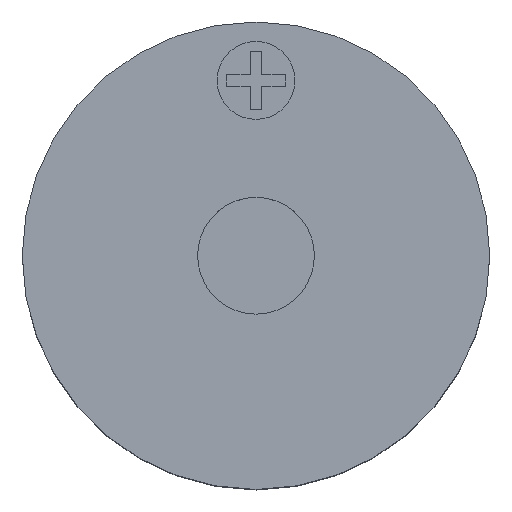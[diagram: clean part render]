
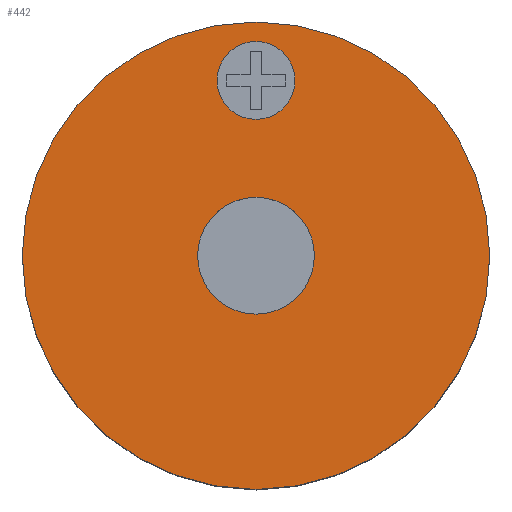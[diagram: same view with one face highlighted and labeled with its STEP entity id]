
A CAD part, top view. The second image highlights one B-rep face of the part: STEP entity #442.
In plain terms, the highlighted planar face has unit normal (0, 0, 1).
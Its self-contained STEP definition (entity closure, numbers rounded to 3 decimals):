
#20=FACE_BOUND('',#91,.T.);
#21=FACE_BOUND('',#92,.T.);
#24=CIRCLE('',#487,1.);
#26=CIRCLE('',#491,6.);
#27=CIRCLE('',#492,1.5);
#59=FACE_OUTER_BOUND('',#90,.T.);
#90=EDGE_LOOP('',(#356));
#91=EDGE_LOOP('',(#357));
#92=EDGE_LOOP('',(#358));
#220=VERTEX_POINT('',#725);
#222=VERTEX_POINT('',#732);
#223=VERTEX_POINT('',#734);
#270=EDGE_CURVE('',#220,#220,#24,.T.);
#273=EDGE_CURVE('',#222,#222,#26,.T.);
#274=EDGE_CURVE('',#223,#223,#27,.T.);
#356=ORIENTED_EDGE('',*,*,#273,.F.);
#357=ORIENTED_EDGE('',*,*,#274,.T.);
#358=ORIENTED_EDGE('',*,*,#270,.T.);
#418=PLANE('',#490);
#442=ADVANCED_FACE('',(#59,#20,#21),#418,.T.);
#487=AXIS2_PLACEMENT_3D('',#726,#582,#583);
#490=AXIS2_PLACEMENT_3D('',#731,#589,#590);
#491=AXIS2_PLACEMENT_3D('',#733,#591,#592);
#492=AXIS2_PLACEMENT_3D('',#735,#593,#594);
#582=DIRECTION('center_axis',(0.,0.,-1.));
#583=DIRECTION('ref_axis',(-1.,0.,0.));
#589=DIRECTION('center_axis',(0.,0.,1.));
#590=DIRECTION('ref_axis',(1.,0.,0.));
#591=DIRECTION('center_axis',(0.,0.,-1.));
#592=DIRECTION('ref_axis',(1.,0.,0.));
#593=DIRECTION('center_axis',(0.,0.,-1.));
#594=DIRECTION('ref_axis',(-1.,0.,0.));
#725=CARTESIAN_POINT('',(1.,4.5,8.));
#726=CARTESIAN_POINT('Origin',(0.,4.5,8.));
#731=CARTESIAN_POINT('Origin',(-6.,0.,8.));
#732=CARTESIAN_POINT('',(6.,0.,8.));
#733=CARTESIAN_POINT('Origin',(0.,0.,8.));
#734=CARTESIAN_POINT('',(1.5,0.,8.));
#735=CARTESIAN_POINT('Origin',(0.,0.,8.));
